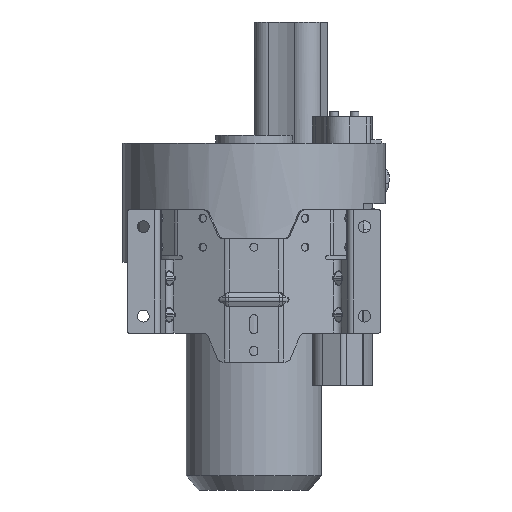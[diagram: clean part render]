
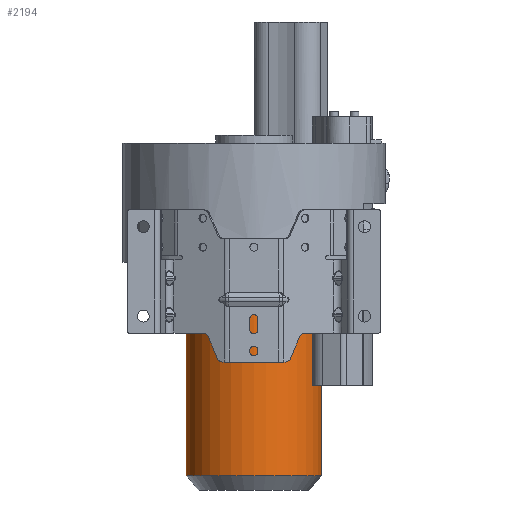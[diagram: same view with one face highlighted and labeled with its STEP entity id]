
A CAD part, front view. The second image highlights one B-rep face of the part: STEP entity #2194.
In plain terms, the highlighted cylindrical face has radius 79.5 mm (diameter 159 mm), a partial arc.
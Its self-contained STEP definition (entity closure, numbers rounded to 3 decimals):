
#418=FACE_OUTER_BOUND('',#3088,.T.);
#932=CYLINDRICAL_SURFACE('',#11090,79.5);
#1779=CIRCLE('',#10970,79.5);
#1862=CIRCLE('',#11089,79.5);
#2194=ADVANCED_FACE('',(#418),#932,.T.);
#3088=EDGE_LOOP('',(#4498,#4499,#4500,#4501));
#4498=ORIENTED_EDGE('',*,*,#7906,.F.);
#4499=ORIENTED_EDGE('',*,*,#8341,.F.);
#4500=ORIENTED_EDGE('',*,*,#7908,.T.);
#4501=ORIENTED_EDGE('',*,*,#8609,.T.);
#6824=VERTEX_POINT('',#14428);
#6825=VERTEX_POINT('',#14429);
#6826=VERTEX_POINT('',#14431);
#6827=VERTEX_POINT('',#14433);
#7906=EDGE_CURVE('',#6824,#6826,#9522,.T.);
#7908=EDGE_CURVE('',#6825,#6827,#9523,.T.);
#8341=EDGE_CURVE('',#6825,#6824,#1779,.T.);
#8609=EDGE_CURVE('',#6827,#6826,#1862,.T.);
#9522=LINE('',#14430,#10113);
#9523=LINE('',#14434,#10114);
#10113=VECTOR('',#11750,1.);
#10114=VECTOR('',#11753,1.);
#10970=AXIS2_PLACEMENT_3D('',#16201,#12471,#12472);
#11089=AXIS2_PLACEMENT_3D('',#17235,#12857,#12858);
#11090=AXIS2_PLACEMENT_3D('',#17236,#12859,#12860);
#11750=DIRECTION('',(0.,0.,-1.));
#11753=DIRECTION('',(0.,0.,-1.));
#12471=DIRECTION('',(0.,0.,1.));
#12472=DIRECTION('',(-1.,0.,0.));
#12857=DIRECTION('',(0.,0.,1.));
#12858=DIRECTION('',(1.,0.,0.));
#12859=DIRECTION('',(0.,0.,-1.));
#12860=DIRECTION('',(1.,0.,0.));
#14428=CARTESIAN_POINT('',(79.5,0.,-35.05));
#14429=CARTESIAN_POINT('',(-79.5,0.,-35.05));
#14430=CARTESIAN_POINT('',(79.5,0.,-35.05));
#14431=CARTESIAN_POINT('',(79.5,0.,-285.45));
#14433=CARTESIAN_POINT('',(-79.5,0.,-285.45));
#14434=CARTESIAN_POINT('',(-79.5,0.,-35.05));
#16201=CARTESIAN_POINT('',(0.,0.,-35.05));
#17235=CARTESIAN_POINT('',(0.,0.,-285.45));
#17236=CARTESIAN_POINT('',(0.,0.,-35.05));
